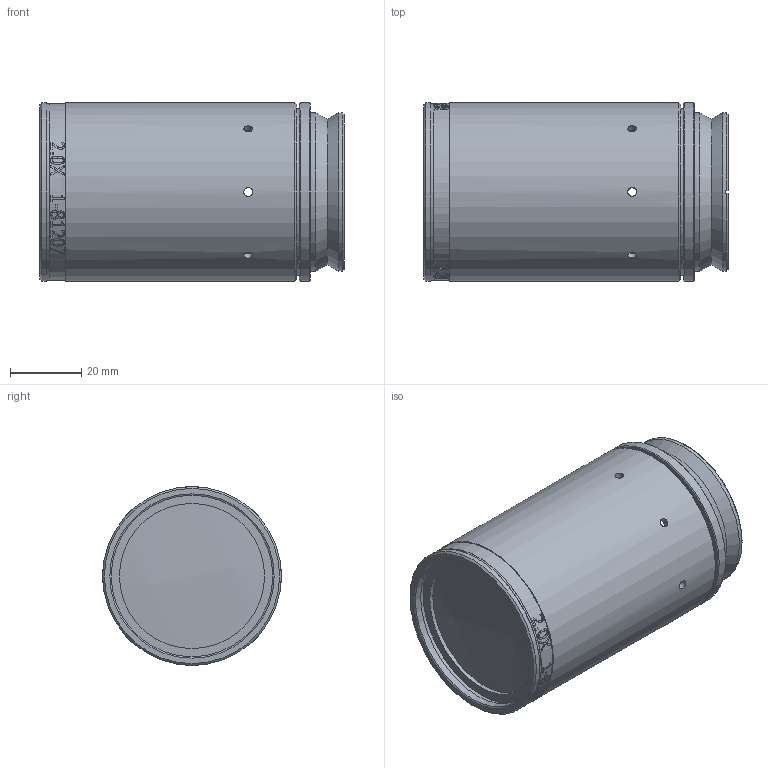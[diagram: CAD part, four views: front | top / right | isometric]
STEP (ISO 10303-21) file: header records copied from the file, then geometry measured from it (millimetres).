
FILE_DESCRIPTION(/* description */ ('LENS, 2.0X LENS ATTACHMENT'),/* implementation_level */ '2;1');
FILE_NAME(/* name */ 'Matt''81207_0.stp',/* time_stamp */ '2018-08-28T08:13:41-04:00',/* author */ ('Williamson'),/* organization */ ('NAVITAR'),/* preprocessor_version */ 'ST-DEVELOPER v17',/* originating_system */ 'Autodesk Inventor 2018',/* authorisation */ '');
FILE_SCHEMA (('AUTOMOTIVE_DESIGN { 1 0 10303 214 3 1 1 }'));
Length unit declared in the file: millimetre
Products named in the file (8): 1-81207; 3-80462; 3-80467; 8-80468; 7-30681; 7-30683; 6-80156; 7-30663
Assembly tree (7 placements, depth 2):
  1-81207
    3-80462
    3-80467
    8-80468
    7-30681
    7-30683
    6-80156
    7-30663
Bounding box: 85.22 x 50.04 x 50.04 mm (x, y, z)
Volume: 33042.2 mm3; surface area: 35004.4 mm2
Topology: 11 solids, 11 shells, 282 faces, 804 edges, 550 vertices
Faces by surface type: plane 123, bspline 99, cylinder 44, cone 14, sphere 2
Full cylindrical faces by diameter (mm): 2.381 x4, 2.464 x4, 36.576 x1, 39.37 x1, 39.751 x1, 40.64 x1, 42.452 x1, 44.45 x2, 44.958 x1, 45.188 x1, 46.001 x1, 46.5 x1, 46.513 x1, 46.741 x1, 46.965 x1, 47.6 x1, 47.824 x1, 49.53 x1, 49.555 x1, 49.657 x1, 50.038 x3
Entity records: 13340 total; most frequent: CARTESIAN_POINT 6033, ORIENTED_EDGE 1608, DIRECTION 1188, EDGE_CURVE 804, VERTEX_POINT 550, AXIS2_PLACEMENT_3D 418, EDGE_LOOP 352, LINE 352
